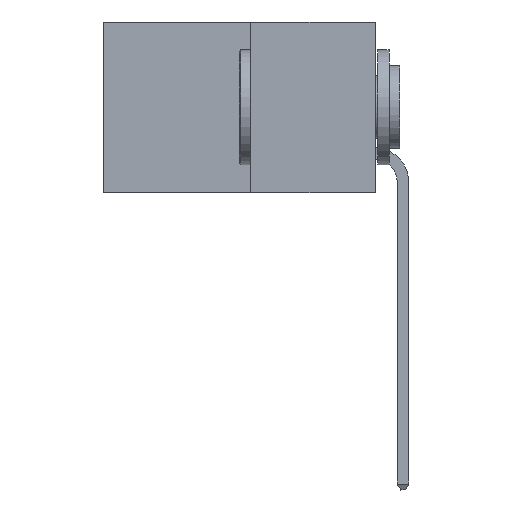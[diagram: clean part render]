
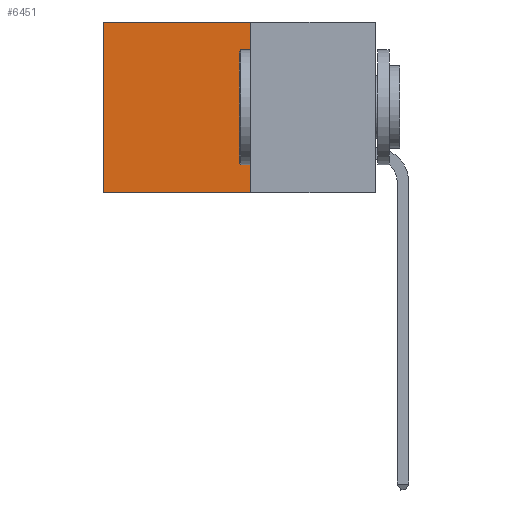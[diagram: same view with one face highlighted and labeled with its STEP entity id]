
A CAD part, left-side view. The second image highlights one B-rep face of the part: STEP entity #6451.
In plain terms, the highlighted planar face has unit normal (-1, 0, 0).
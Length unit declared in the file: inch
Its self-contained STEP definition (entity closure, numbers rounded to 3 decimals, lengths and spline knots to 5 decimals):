
#701 = ORIENTED_EDGE ( 'NONE', *, *, #6091, .F. ) ;
#1258 = EDGE_CURVE ( 'NONE', #5120, #5793, #13750, .T. ) ;
#1703 = CARTESIAN_POINT ( 'NONE',  ( 0.277, 0.27, 0. ) ) ;
#2600 = VECTOR ( 'NONE', #5114, 39.37008 ) ;
#2910 = CARTESIAN_POINT ( 'NONE',  ( 0.277, 0.27, -0.37 ) ) ;
#3173 = DIRECTION ( 'NONE',  ( 0., 1., 0. ) ) ;
#3816 = CARTESIAN_POINT ( 'NONE',  ( 0.277, 0.27, -0.37 ) ) ;
#3901 = ORIENTED_EDGE ( 'NONE', *, *, #11663, .F. ) ;
#4477 = VECTOR ( 'NONE', #7548, 39.37008 ) ;
#5014 = CARTESIAN_POINT ( 'NONE',  ( 0.277, 0.27, -0.37 ) ) ;
#5038 = AXIS2_PLACEMENT_3D ( 'NONE', #5394, #12665, #6509 ) ;
#5114 = DIRECTION ( 'NONE',  ( 0., 1., 0. ) ) ;
#5120 = VERTEX_POINT ( 'NONE', #6433 ) ;
#5394 = CARTESIAN_POINT ( 'NONE',  ( 0.277, 0.27, -0.37 ) ) ;
#5490 = CARTESIAN_POINT ( 'NONE',  ( 0.277, 0.59, -0.37 ) ) ;
#5793 = VERTEX_POINT ( 'NONE', #12273 ) ;
#6091 = EDGE_CURVE ( 'NONE', #13079, #13490, #10805, .T. ) ;
#6433 = CARTESIAN_POINT ( 'NONE',  ( 0.277, 0.27, 0. ) ) ;
#6451 = ADVANCED_FACE ( 'NONE', ( #7235 ), #11660, .F. ) ;
#6509 = DIRECTION ( 'NONE',  ( 0., 0., -1. ) ) ;
#7160 = EDGE_CURVE ( 'NONE', #5793, #13490, #9817, .T. ) ;
#7235 = FACE_OUTER_BOUND ( 'NONE', #8586, .T. ) ;
#7548 = DIRECTION ( 'NONE',  ( 0., 0., -1. ) ) ;
#7861 = ORIENTED_EDGE ( 'NONE', *, *, #1258, .T. ) ;
#8356 = VECTOR ( 'NONE', #3173, 39.37008 ) ;
#8491 = ORIENTED_EDGE ( 'NONE', *, *, #7160, .T. ) ;
#8586 = EDGE_LOOP ( 'NONE', ( #8491, #701, #3901, #7861 ) ) ;
#8886 = LINE ( 'NONE', #2910, #11597 ) ;
#9817 = LINE ( 'NONE', #12650, #4477 ) ;
#10805 = LINE ( 'NONE', #5014, #2600 ) ;
#11436 = DIRECTION ( 'NONE',  ( 0., 0., -1. ) ) ;
#11597 = VECTOR ( 'NONE', #11436, 39.37008 ) ;
#11660 = PLANE ( 'NONE',  #5038 ) ;
#11663 = EDGE_CURVE ( 'NONE', #5120, #13079, #8886, .T. ) ;
#12273 = CARTESIAN_POINT ( 'NONE',  ( 0.277, 0.59, 0. ) ) ;
#12650 = CARTESIAN_POINT ( 'NONE',  ( 0.277, 0.59, -0.37 ) ) ;
#12665 = DIRECTION ( 'NONE',  ( 1., 0., 0. ) ) ;
#13079 = VERTEX_POINT ( 'NONE', #3816 ) ;
#13490 = VERTEX_POINT ( 'NONE', #5490 ) ;
#13750 = LINE ( 'NONE', #1703, #8356 ) ;
